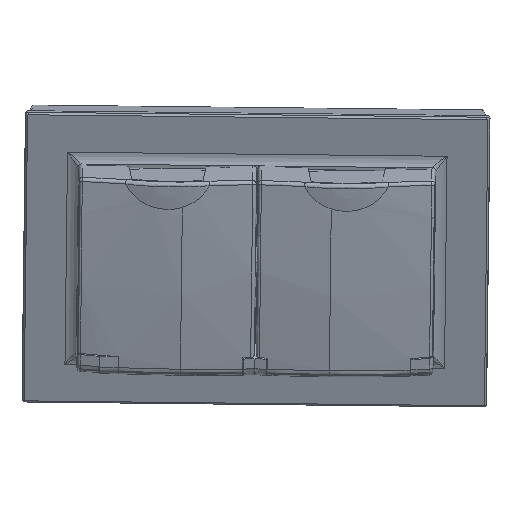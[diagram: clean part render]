
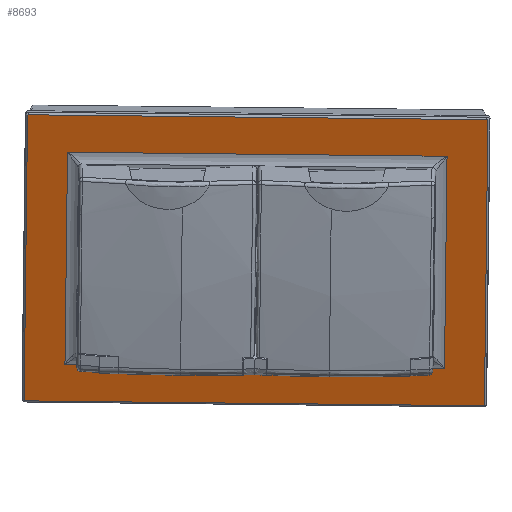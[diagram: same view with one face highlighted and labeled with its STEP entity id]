
A CAD part, top view. The second image highlights one B-rep face of the part: STEP entity #8693.
In plain terms, the highlighted face is planar.
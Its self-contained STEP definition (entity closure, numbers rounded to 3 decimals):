
#579 = CARTESIAN_POINT ( 'NONE',  ( -123.434, -1.245, 7.16 ) ) ;
#1441 = ORIENTED_EDGE ( 'NONE', *, *, #28427, .F. ) ;
#1899 = CARTESIAN_POINT ( 'NONE',  ( -10.582, 70.794, 14.319 ) ) ;
#2513 = VECTOR ( 'NONE', #46001, 1000. ) ;
#3586 = CARTESIAN_POINT ( 'NONE',  ( 0.273, 81.246, 15.688 ) ) ;
#4130 = B_SPLINE_CURVE_WITH_KNOTS ( 'NONE', 3,
 ( #39926, #11799, #40191, #22958, #3586, #19756 ),
 .UNSPECIFIED., .F., .F.,
 ( 4, 2, 4 ),
 ( 0., 0.5, 1. ),
 .UNSPECIFIED. ) ;
#4295 = CARTESIAN_POINT ( 'NONE',  ( -123.322, -1.351, 7.133 ) ) ;
#4346 = LINE ( 'NONE', #20510, #7161 ) ;
#5066 = VECTOR ( 'NONE', #52190, 1000. ) ;
#5628 = ORIENTED_EDGE ( 'NONE', *, *, #16229, .T. ) ;
#6239 = EDGE_LOOP ( 'NONE', ( #14045, #28025, #1441, #35438, #38450, #5628, #12631, #48462 ) ) ;
#7161 = VECTOR ( 'NONE', #12549, 1000. ) ;
#7922 = CARTESIAN_POINT ( 'NONE',  ( 0.272, 40.723, 7.855 ) ) ;
#8269 = VERTEX_POINT ( 'NONE', #50940 ) ;
#8355 = VERTEX_POINT ( 'NONE', #26520 ) ;
#8456 = DIRECTION ( 'NONE',  ( 0., 0.982, 0.19 ) ) ;
#8693 = ADVANCED_FACE ( 'NONE', ( #14795, #42659 ), #46646, .T. ) ;
#8878 = AXIS2_PLACEMENT_3D ( 'NONE', #30965, #10296, #26459 ) ;
#9179 = VERTEX_POINT ( 'NONE', #15040 ) ;
#10296 = DIRECTION ( 'NONE',  ( -0.059, 0.189, -0.98 ) ) ;
#10519 = CARTESIAN_POINT ( 'NONE',  ( 0.142, 0.03, -0.003 ) ) ;
#11799 = CARTESIAN_POINT ( 'NONE',  ( 0.07, 81.441, 15.738 ) ) ;
#12448 = B_SPLINE_CURVE_WITH_KNOTS ( 'NONE', 3,
 ( #14240, #46089, #10519, #26176, #30662, #13965 ),
 .UNSPECIFIED., .F., .F.,
 ( 4, 2, 4 ),
 ( 0., 0.5, 1. ),
 .UNSPECIFIED. ) ;
#12489 = CARTESIAN_POINT ( 'NONE',  ( -123.189, -1.376, 7.12 ) ) ;
#12549 = DIRECTION ( 'NONE',  ( 0.998, 0.011, -0.058 ) ) ;
#12631 = ORIENTED_EDGE ( 'NONE', *, *, #15157, .T. ) ;
#13469 = CARTESIAN_POINT ( 'NONE',  ( -123.461, 39.341, 15.007 ) ) ;
#13505 = ORIENTED_EDGE ( 'NONE', *, *, #49048, .T. ) ;
#13965 = CARTESIAN_POINT ( 'NONE',  ( 0.272, 0.271, 0.036 ) ) ;
#14045 = ORIENTED_EDGE ( 'NONE', *, *, #16453, .T. ) ;
#14130 = LINE ( 'NONE', #29519, #15900 ) ;
#14240 = CARTESIAN_POINT ( 'NONE',  ( 0., 0., 0. ) ) ;
#14385 = EDGE_CURVE ( 'NONE', #44491, #8355, #12448, .T. ) ;
#14640 = ORIENTED_EDGE ( 'NONE', *, *, #23862, .F. ) ;
#14795 = FACE_BOUND ( 'NONE', #31227, .T. ) ;
#15040 = CARTESIAN_POINT ( 'NONE',  ( 0., 81.44, 15.742 ) ) ;
#15157 = EDGE_CURVE ( 'NONE', #45804, #8355, #51693, .T. ) ;
#15423 = CARTESIAN_POINT ( 'NONE',  ( -123.189, 80.064, 22.862 ) ) ;
#15889 = CARTESIAN_POINT ( 'NONE',  ( -123.461, 79.863, 22.84 ) ) ;
#15900 = VECTOR ( 'NONE', #41740, 1000. ) ;
#16229 = EDGE_CURVE ( 'NONE', #9179, #45804, #4130, .T. ) ;
#16453 = EDGE_CURVE ( 'NONE', #44491, #38074, #41506, .T. ) ;
#16739 = CARTESIAN_POINT ( 'NONE',  ( -123.461, -1.183, 7.174 ) ) ;
#17793 = VERTEX_POINT ( 'NONE', #33311 ) ;
#18245 = VECTOR ( 'NONE', #46000, 1000. ) ;
#19756 = CARTESIAN_POINT ( 'NONE',  ( 0.272, 81.175, 15.675 ) ) ;
#20009 = VERTEX_POINT ( 'NONE', #26632 ) ;
#20382 = CARTESIAN_POINT ( 'NONE',  ( -123.189, 80.064, 22.862 ) ) ;
#20510 = CARTESIAN_POINT ( 'NONE',  ( -52.467, 70.326, 16.74 ) ) ;
#20628 = CARTESIAN_POINT ( 'NONE',  ( -123.461, 79.793, 22.826 ) ) ;
#21867 = LINE ( 'NONE', #29793, #2513 ) ;
#22485 = VERTEX_POINT ( 'NONE', #32990 ) ;
#22958 = CARTESIAN_POINT ( 'NONE',  ( 0.245, 81.308, 15.702 ) ) ;
#23355 = EDGE_CURVE ( 'NONE', #9179, #51023, #36779, .T. ) ;
#23862 = EDGE_CURVE ( 'NONE', #20009, #42886, #21867, .T. ) ;
#24098 = DIRECTION ( 'NONE',  ( 0., -0.982, -0.19 ) ) ;
#25341 = ORIENTED_EDGE ( 'NONE', *, *, #39685, .T. ) ;
#25707 = CARTESIAN_POINT ( 'NONE',  ( -112.607, 69.654, 20.216 ) ) ;
#26176 = CARTESIAN_POINT ( 'NONE',  ( 0.243, 0.131, 0.011 ) ) ;
#26204 = B_SPLINE_CURVE_WITH_KNOTS ( 'NONE', 3,
 ( #20382, #32299, #49030, #52480, #15889, #20628 ),
 .UNSPECIFIED., .F., .F.,
 ( 4, 2, 4 ),
 ( 0., 0.5, 1. ),
 .UNSPECIFIED. ) ;
#26459 = DIRECTION ( 'NONE',  ( 0.998, 0.011, -0.058 ) ) ;
#26520 = CARTESIAN_POINT ( 'NONE',  ( 0.272, 0.271, 0.036 ) ) ;
#26632 = CARTESIAN_POINT ( 'NONE',  ( -112.607, 9.27, 8.544 ) ) ;
#27329 = CARTESIAN_POINT ( 'NONE',  ( -123.189, -1.376, 7.12 ) ) ;
#28025 = ORIENTED_EDGE ( 'NONE', *, *, #51768, .T. ) ;
#28427 = EDGE_CURVE ( 'NONE', #22485, #17793, #38414, .T. ) ;
#29519 = CARTESIAN_POINT ( 'NONE',  ( -52.467, 9.942, 5.068 ) ) ;
#29793 = CARTESIAN_POINT ( 'NONE',  ( -112.607, 68.566, 20.005 ) ) ;
#30662 = CARTESIAN_POINT ( 'NONE',  ( 0.273, 0.201, 0.022 ) ) ;
#30691 = VECTOR ( 'NONE', #24098, 1000. ) ;
#30965 = CARTESIAN_POINT ( 'NONE',  ( -82.059, 39.803, 12.614 ) ) ;
#31227 = EDGE_LOOP ( 'NONE', ( #14640, #13505, #25341, #41139 ) ) ;
#32299 = CARTESIAN_POINT ( 'NONE',  ( -123.26, 80.063, 22.866 ) ) ;
#32990 = CARTESIAN_POINT ( 'NONE',  ( -123.461, 79.793, 22.826 ) ) ;
#33307 = EDGE_CURVE ( 'NONE', #51023, #22485, #26204, .T. ) ;
#33311 = CARTESIAN_POINT ( 'NONE',  ( -123.461, -1.112, 7.188 ) ) ;
#34687 = DIRECTION ( 'NONE',  ( 0., -0.982, -0.19 ) ) ;
#34763 = B_SPLINE_CURVE_WITH_KNOTS ( 'NONE', 3,
 ( #12489, #36116, #4295, #579, #16739, #41149 ),
 .UNSPECIFIED., .F., .F.,
 ( 4, 2, 4 ),
 ( 0., 0.5, 1. ),
 .UNSPECIFIED. ) ;
#35438 = ORIENTED_EDGE ( 'NONE', *, *, #33307, .F. ) ;
#35995 = CARTESIAN_POINT ( 'NONE',  ( -82.059, 80.523, 20.485 ) ) ;
#36116 = CARTESIAN_POINT ( 'NONE',  ( -123.259, -1.377, 7.124 ) ) ;
#36766 = CARTESIAN_POINT ( 'NONE',  ( 0., 0., 0. ) ) ;
#36779 = LINE ( 'NONE', #35995, #5066 ) ;
#37098 = VERTEX_POINT ( 'NONE', #1899 ) ;
#37339 = CARTESIAN_POINT ( 'NONE',  ( -10.582, 69.706, 14.108 ) ) ;
#38074 = VERTEX_POINT ( 'NONE', #27329 ) ;
#38414 = LINE ( 'NONE', #13469, #46684 ) ;
#38450 = ORIENTED_EDGE ( 'NONE', *, *, #23355, .F. ) ;
#39685 = EDGE_CURVE ( 'NONE', #8269, #37098, #48492, .T. ) ;
#39926 = CARTESIAN_POINT ( 'NONE',  ( 0., 81.44, 15.742 ) ) ;
#40191 = CARTESIAN_POINT ( 'NONE',  ( 0.134, 81.415, 15.729 ) ) ;
#41139 = ORIENTED_EDGE ( 'NONE', *, *, #50756, .F. ) ;
#41149 = CARTESIAN_POINT ( 'NONE',  ( -123.461, -1.112, 7.188 ) ) ;
#41506 = LINE ( 'NONE', #41765, #18245 ) ;
#41740 = DIRECTION ( 'NONE',  ( 0.998, 0.011, -0.058 ) ) ;
#41765 = CARTESIAN_POINT ( 'NONE',  ( -82.059, -0.917, 4.743 ) ) ;
#42659 = FACE_OUTER_BOUND ( 'NONE', #6239, .T. ) ;
#42886 = VERTEX_POINT ( 'NONE', #25707 ) ;
#44491 = VERTEX_POINT ( 'NONE', #36766 ) ;
#44950 = CARTESIAN_POINT ( 'NONE',  ( 0.272, 81.175, 15.675 ) ) ;
#45804 = VERTEX_POINT ( 'NONE', #44950 ) ;
#46000 = DIRECTION ( 'NONE',  ( -0.998, -0.011, 0.058 ) ) ;
#46001 = DIRECTION ( 'NONE',  ( 0., 0.982, 0.19 ) ) ;
#46089 = CARTESIAN_POINT ( 'NONE',  ( 0.071, 0.001, -0.004 ) ) ;
#46646 = PLANE ( 'NONE',  #8878 ) ;
#46684 = VECTOR ( 'NONE', #34687, 1000. ) ;
#48462 = ORIENTED_EDGE ( 'NONE', *, *, #14385, .F. ) ;
#48492 = LINE ( 'NONE', #37339, #48867 ) ;
#48867 = VECTOR ( 'NONE', #8456, 1000. ) ;
#49030 = CARTESIAN_POINT ( 'NONE',  ( -123.331, 80.033, 22.865 ) ) ;
#49048 = EDGE_CURVE ( 'NONE', #20009, #8269, #14130, .T. ) ;
#50756 = EDGE_CURVE ( 'NONE', #42886, #37098, #4346, .T. ) ;
#50940 = CARTESIAN_POINT ( 'NONE',  ( -10.582, 10.41, 2.647 ) ) ;
#51023 = VERTEX_POINT ( 'NONE', #15423 ) ;
#51693 = LINE ( 'NONE', #7922, #30691 ) ;
#51768 = EDGE_CURVE ( 'NONE', #38074, #17793, #34763, .T. ) ;
#52190 = DIRECTION ( 'NONE',  ( -0.998, -0.011, 0.058 ) ) ;
#52480 = CARTESIAN_POINT ( 'NONE',  ( -123.432, 79.933, 22.852 ) ) ;
